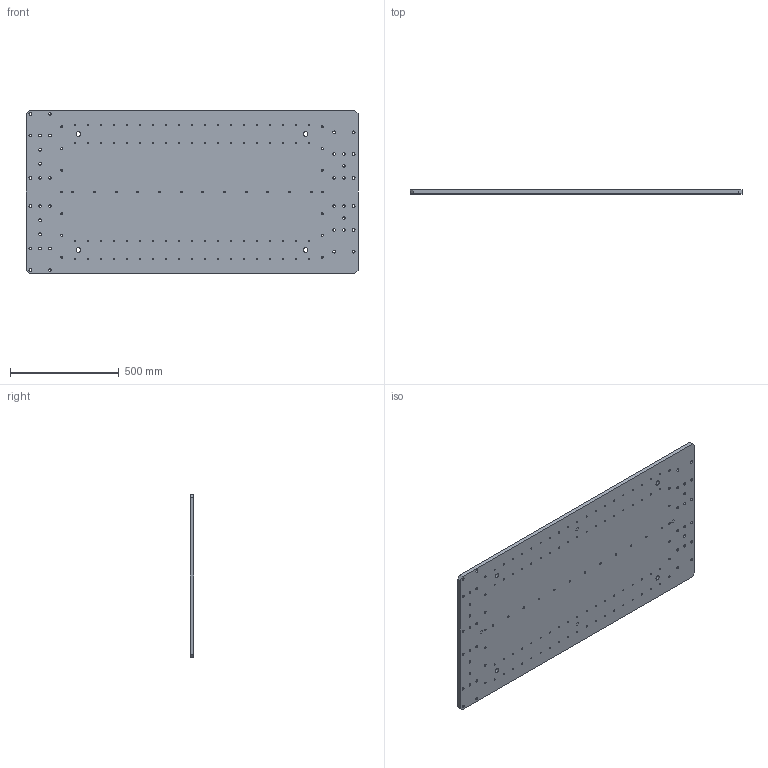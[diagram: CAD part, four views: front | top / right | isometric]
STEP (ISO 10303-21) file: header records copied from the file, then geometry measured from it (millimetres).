
FILE_DESCRIPTION(('Open CASCADE Model'),'2;1');
FILE_NAME('Open CASCADE Shape Model','2021-04-08T10:47:12',('Author'),( 'Open CASCADE'),'Open CASCADE STEP processor 7.4','Open CASCADE 7.4' ,'Unknown');
FILE_SCHEMA(('CONFIG_CONTROL_DESIGN'));
Length unit declared in the file: millimetre
Products named in the file (1): 0000025923 49
Bounding box: 1530 x 18 x 750 mm (x, y, z)
Volume: 20427326.4 mm3; surface area: 2434358.1 mm2
Topology: 1 solids, 1 shells, 388 faces, 1068 edges, 712 vertices
Faces by surface type: cylinder 348, plane 40
Entity records: 27616 total; most frequent: CARTESIAN_POINT 5001, DIRECTION 4562, ORIENTED_EDGE 2136, PCURVE 2136, DEFINITIONAL_REPRESENTATION 2136, LINE 1812, VECTOR 1812, CIRCLE 1276
